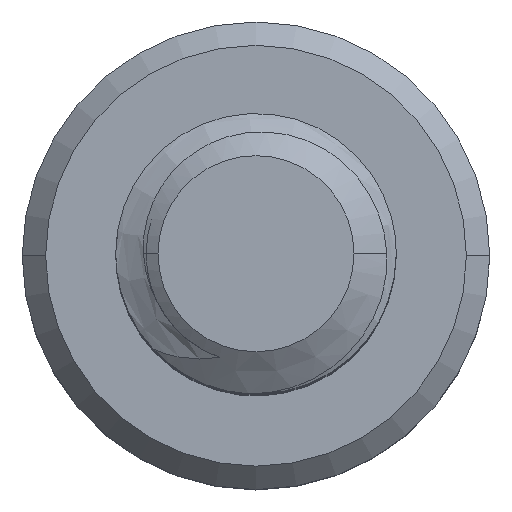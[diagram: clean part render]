
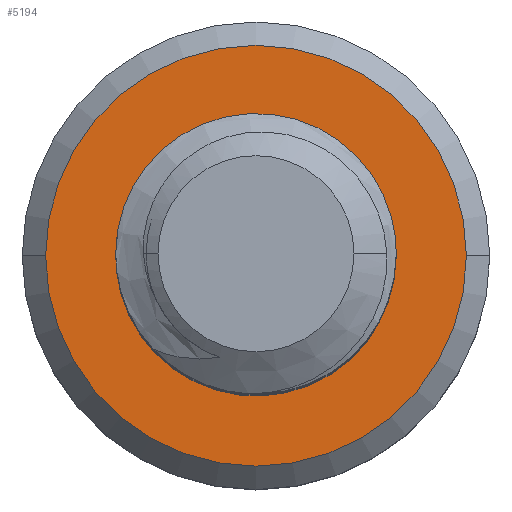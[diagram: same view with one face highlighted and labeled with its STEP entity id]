
A CAD part, top view. The second image highlights one B-rep face of the part: STEP entity #5194.
In plain terms, the highlighted planar face has unit normal (0, 0, 1).
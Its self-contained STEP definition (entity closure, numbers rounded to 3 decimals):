
#78 = CARTESIAN_POINT ( 'NONE',  ( -1.642, -1.95, -25. ) ) ;
#80 = CARTESIAN_POINT ( 'NONE',  ( 0., 0., -25. ) ) ;
#106 = CARTESIAN_POINT ( 'NONE',  ( -2.806, 0.454, -25. ) ) ;
#140 = CARTESIAN_POINT ( 'NONE',  ( 0.524, 2.919, -25. ) ) ;
#163 = CARTESIAN_POINT ( 'NONE',  ( 2.586, 0.287, -25. ) ) ;
#261 = ORIENTED_EDGE ( 'NONE', *, *, #5354, .T. ) ;
#401 = AXIS2_PLACEMENT_3D ( 'NONE', #3582, #4095, #996 ) ;
#593 = CARTESIAN_POINT ( 'NONE',  ( -1.954, -1.703, -25. ) ) ;
#595 = DIRECTION ( 'NONE',  ( -1., 0., 0. ) ) ;
#625 = CARTESIAN_POINT ( 'NONE',  ( -2.644, 1.234, -25. ) ) ;
#661 = VERTEX_POINT ( 'NONE', #5404 ) ;
#664 = CARTESIAN_POINT ( 'NONE',  ( 1.255, 2.602, -25. ) ) ;
#698 = CARTESIAN_POINT ( 'NONE',  ( 2.556, -0.107, -25. ) ) ;
#771 = VERTEX_POINT ( 'NONE', #2749 ) ;
#934 = FACE_OUTER_BOUND ( 'NONE', #3579, .T. ) ;
#996 = DIRECTION ( 'NONE',  ( -1., 0., 0. ) ) ;
#1101 = FACE_BOUND ( 'NONE', #4715, .T. ) ;
#1110 = CARTESIAN_POINT ( 'NONE',  ( -0.266, -2.379, -25. ) ) ;
#1116 = AXIS2_PLACEMENT_3D ( 'NONE', #2224, #5866, #2753 ) ;
#1139 = CARTESIAN_POINT ( 'NONE',  ( -2.222, -1.411, -25. ) ) ;
#1163 = CARTESIAN_POINT ( 'NONE',  ( -2.274, 1.937, -25. ) ) ;
#1204 = CARTESIAN_POINT ( 'NONE',  ( 1.675, 2.277, -25. ) ) ;
#1236 = CARTESIAN_POINT ( 'NONE',  ( 2.464, -0.497, -25. ) ) ;
#1386 = EDGE_CURVE ( 'NONE', #1412, #6601, #3201, .T. ) ;
#1412 = VERTEX_POINT ( 'NONE', #3587 ) ;
#1547 = DIRECTION ( 'NONE',  ( 0., 0., 1. ) ) ;
#1647 = CARTESIAN_POINT ( 'NONE',  ( 0., -2.35, -25. ) ) ;
#1670 = CARTESIAN_POINT ( 'NONE',  ( -2.443, -1.078, -25. ) ) ;
#1673 = DIRECTION ( 'NONE',  ( 0., 0., -1. ) ) ;
#1711 = CARTESIAN_POINT ( 'NONE',  ( 0., 3., -25. ) ) ;
#1739 = CARTESIAN_POINT ( 'NONE',  ( 1.95, 1.991, -25. ) ) ;
#1764 = CARTESIAN_POINT ( 'NONE',  ( 2.314, -0.863, -25. ) ) ;
#2009 = CIRCLE ( 'NONE', #3217, 2.35 ) ;
#2199 = CARTESIAN_POINT ( 'NONE',  ( -2.613, -0.719, -25. ) ) ;
#2224 = CARTESIAN_POINT ( 'NONE',  ( 0., 0., -25. ) ) ;
#2265 = CARTESIAN_POINT ( 'NONE',  ( 2.322, 1.44, -25. ) ) ;
#2293 = CARTESIAN_POINT ( 'NONE',  ( 2.035, -1.317, -25. ) ) ;
#2552 = ORIENTED_EDGE ( 'NONE', *, *, #6236, .T. ) ;
#2701 = CARTESIAN_POINT ( 'NONE',  ( -0.53, -2.364, -25. ) ) ;
#2726 = CARTESIAN_POINT ( 'NONE',  ( -2.73, -0.338, -25. ) ) ;
#2749 = CARTESIAN_POINT ( 'NONE',  ( 1.647, -1.677, -25. ) ) ;
#2753 = DIRECTION ( 'NONE',  ( -1., 0., 0. ) ) ;
#2793 = CARTESIAN_POINT ( 'NONE',  ( 2.5, 0.945, -25. ) ) ;
#2807 = CARTESIAN_POINT ( 'NONE',  ( -4.5, 0., -25. ) ) ;
#2819 = CARTESIAN_POINT ( 'NONE',  ( 1.647, -1.677, -25. ) ) ;
#3201 = CIRCLE ( 'NONE', #4040, 3. ) ;
#3202 = CARTESIAN_POINT ( 'NONE',  ( -1.298, -2.154, -25. ) ) ;
#3217 = AXIS2_PLACEMENT_3D ( 'NONE', #4778, #1673, #5320 ) ;
#3233 = CARTESIAN_POINT ( 'NONE',  ( -2.809, 0.184, -25. ) ) ;
#3295 = CARTESIAN_POINT ( 'NONE',  ( 2.572, 0.552, -25. ) ) ;
#3308 = CARTESIAN_POINT ( 'NONE',  ( 4.5, 0., -25. ) ) ;
#3356 = B_SPLINE_CURVE_WITH_KNOTS ( 'NONE', 3,
 ( #1647, #1110, #2701, #6314, #3202, #78, #3722, #593, #4245, #1139, #4774, #1670, #5317, #2199, #5834, #2726, #6345, #3233, #106, #3750, #625, #4270, #1163, #4804 ),
 .UNSPECIFIED., .F., .F.,
 ( 4, 2, 2, 2, 2, 2, 2, 2, 2, 2, 2, 4 ),
 ( 0., 0.001, 0.002, 0.002, 0.002, 0.003, 0.003, 0.004, 0.004, 0.005, 0.006, 0.006 ),
 .UNSPECIFIED. ) ;
#3377 = EDGE_CURVE ( 'NONE', #3455, #3961, #4772, .T. ) ;
#3455 = VERTEX_POINT ( 'NONE', #2807 ) ;
#3579 = EDGE_LOOP ( 'NONE', ( #6377, #261 ) ) ;
#3582 = CARTESIAN_POINT ( 'NONE',  ( 0., 0., -25. ) ) ;
#3587 = CARTESIAN_POINT ( 'NONE',  ( 0., 3., -25. ) ) ;
#3722 = CARTESIAN_POINT ( 'NONE',  ( -1.751, -1.873, -25. ) ) ;
#3724 = DIRECTION ( 'NONE',  ( 0., 0., 1. ) ) ;
#3750 = CARTESIAN_POINT ( 'NONE',  ( -2.724, 0.975, -25. ) ) ;
#3782 = CARTESIAN_POINT ( 'NONE',  ( 1.023, 2.73, -25. ) ) ;
#3815 = CARTESIAN_POINT ( 'NONE',  ( 2.583, 0.156, -25. ) ) ;
#3961 = VERTEX_POINT ( 'NONE', #3308 ) ;
#4040 = AXIS2_PLACEMENT_3D ( 'NONE', #4641, #1547, #5182 ) ;
#4095 = DIRECTION ( 'NONE',  ( 0., 0., -1. ) ) ;
#4245 = CARTESIAN_POINT ( 'NONE',  ( -2.048, -1.611, -25. ) ) ;
#4257 = ORIENTED_EDGE ( 'NONE', *, *, #1386, .F. ) ;
#4259 = AXIS2_PLACEMENT_3D ( 'NONE', #80, #3724, #595 ) ;
#4270 = CARTESIAN_POINT ( 'NONE',  ( -2.419, 1.711, -25. ) ) ;
#4310 = CARTESIAN_POINT ( 'NONE',  ( 1.574, 2.365, -25. ) ) ;
#4340 = CARTESIAN_POINT ( 'NONE',  ( 2.532, -0.24, -25. ) ) ;
#4447 = CIRCLE ( 'NONE', #4259, 4.5 ) ;
#4641 = CARTESIAN_POINT ( 'NONE',  ( 0., 0., -25. ) ) ;
#4715 = EDGE_LOOP ( 'NONE', ( #4257, #6385, #6719, #2552 ) ) ;
#4772 = CIRCLE ( 'NONE', #1116, 4.5 ) ;
#4774 = CARTESIAN_POINT ( 'NONE',  ( -2.302, -1.302, -25. ) ) ;
#4778 = CARTESIAN_POINT ( 'NONE',  ( 0., 0., -25. ) ) ;
#4804 = CARTESIAN_POINT ( 'NONE',  ( -2.102, 2.141, -25. ) ) ;
#4819 = CARTESIAN_POINT ( 'NONE',  ( 0.266, 2.978, -25. ) ) ;
#4840 = CARTESIAN_POINT ( 'NONE',  ( 1.863, 2.09, -25. ) ) ;
#4877 = CARTESIAN_POINT ( 'NONE',  ( 2.42, -0.621, -25. ) ) ;
#5182 = DIRECTION ( 'NONE',  ( 1., 0., 0. ) ) ;
#5194 = ADVANCED_FACE ( 'NONE', ( #934, #1101 ), #6691, .F. ) ;
#5317 = CARTESIAN_POINT ( 'NONE',  ( -2.505, -0.962, -25. ) ) ;
#5320 = DIRECTION ( 'NONE',  ( 1., 0., 0. ) ) ;
#5354 = EDGE_CURVE ( 'NONE', #3961, #3455, #4447, .T. ) ;
#5360 = EDGE_CURVE ( 'NONE', #771, #661, #2009, .T. ) ;
#5387 = CARTESIAN_POINT ( 'NONE',  ( 2.189, 1.676, -25. ) ) ;
#5404 = CARTESIAN_POINT ( 'NONE',  ( 0., -2.35, -25. ) ) ;
#5421 = CARTESIAN_POINT ( 'NONE',  ( 2.251, -0.981, -25. ) ) ;
#5780 = CARTESIAN_POINT ( 'NONE',  ( -2.102, 2.141, -25. ) ) ;
#5818 = EDGE_CURVE ( 'NONE', #1412, #771, #6745, .T. ) ;
#5834 = CARTESIAN_POINT ( 'NONE',  ( -2.659, -0.593, -25. ) ) ;
#5866 = DIRECTION ( 'NONE',  ( 0., 0., 1. ) ) ;
#5901 = CARTESIAN_POINT ( 'NONE',  ( 2.463, 1.071, -25. ) ) ;
#5925 = CARTESIAN_POINT ( 'NONE',  ( 1.859, -1.513, -25. ) ) ;
#6236 = EDGE_CURVE ( 'NONE', #661, #6601, #3356, .T. ) ;
#6314 = CARTESIAN_POINT ( 'NONE',  ( -1.051, -2.251, -25. ) ) ;
#6345 = CARTESIAN_POINT ( 'NONE',  ( -2.757, -0.209, -25. ) ) ;
#6377 = ORIENTED_EDGE ( 'NONE', *, *, #3377, .T. ) ;
#6385 = ORIENTED_EDGE ( 'NONE', *, *, #5818, .T. ) ;
#6403 = CARTESIAN_POINT ( 'NONE',  ( 2.555, 0.685, -25. ) ) ;
#6601 = VERTEX_POINT ( 'NONE', #5780 ) ;
#6691 = PLANE ( 'NONE',  #401 ) ;
#6719 = ORIENTED_EDGE ( 'NONE', *, *, #5360, .T. ) ;
#6745 = B_SPLINE_CURVE_WITH_KNOTS ( 'NONE', 3,
 ( #1711, #4819, #140, #3782, #664, #4310, #1204, #4840, #1739, #5387, #2265, #5901, #2793, #6403, #3295, #163, #3815, #698, #4340, #1236, #4877, #1764, #5421, #2293, #5925, #2819 ),
 .UNSPECIFIED., .F., .F.,
 ( 4, 2, 2, 2, 2, 2, 2, 2, 2, 2, 2, 2, 4 ),
 ( 0., 0.001, 0.002, 0.002, 0.002, 0.003, 0.004, 0.004, 0.004, 0.005, 0.005, 0.006, 0.006 ),
 .UNSPECIFIED. ) ;
